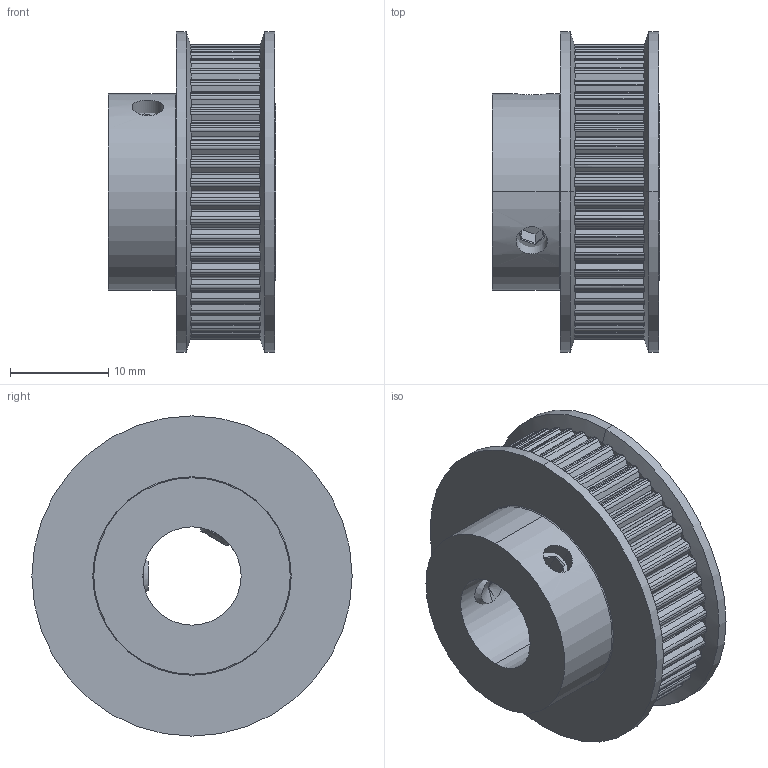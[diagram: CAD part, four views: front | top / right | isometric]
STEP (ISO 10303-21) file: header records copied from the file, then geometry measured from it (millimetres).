
FILE_DESCRIPTION (( 'STEP AP214' ), '1' );
FILE_NAME ('Ñáîðêà1.STEP', '2024-09-25T07:04:25', ( '' ), ( '' ), 'SwSTEP 2.0', 'SolidWorks 2024', '' );
FILE_SCHEMA (( 'AUTOMOTIVE_DESIGN' ));
Length unit declared in the file: millimetre
Products named in the file (4): S54 Винт установочный DIN 916 М4х4_M4(4); A740 Шкив GT2-48-6, Ø отверстия 10 мм_00; Сборка1; A740 Шкив GT2-48-6, Ø отверстия 10 мм
Assembly tree (4 placements, depth 3):
  Сборка1
    A740 Шкив GT2-48-6, Ø отверстия 10 мм_00
      A740 Шкив GT2-48-6, Ø отверстия 10 мм
      S54 Винт установочный DIN 916 М4х4_M4(4)  x2
Bounding box: 17 x 32.6 x 32.6 mm (x, y, z)
Volume: 8059.2 mm3; surface area: 4103.9 mm2
Topology: 3 solids, 3 shells, 479 faces, 1383 edges, 910 vertices
Faces by surface type: cylinder 237, plane 224, cone 16, torus 2
Entity records: 15863 total; most frequent: CARTESIAN_POINT 4129, ORIENTED_EDGE 2666, DIRECTION 2193, EDGE_CURVE 1333, VERTEX_POINT 883, AXIS2_PLACEMENT_3D 815, LINE 563, VECTOR 563
